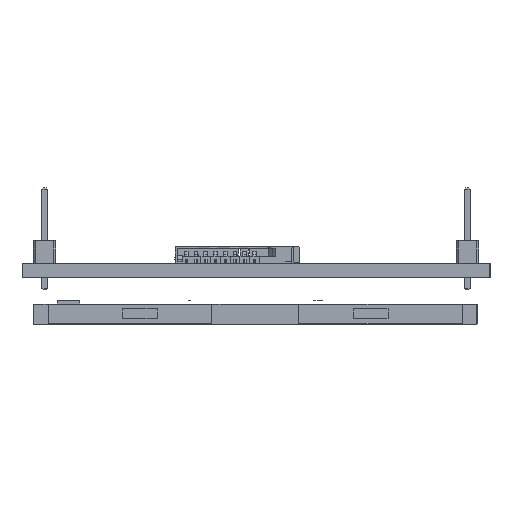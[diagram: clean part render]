
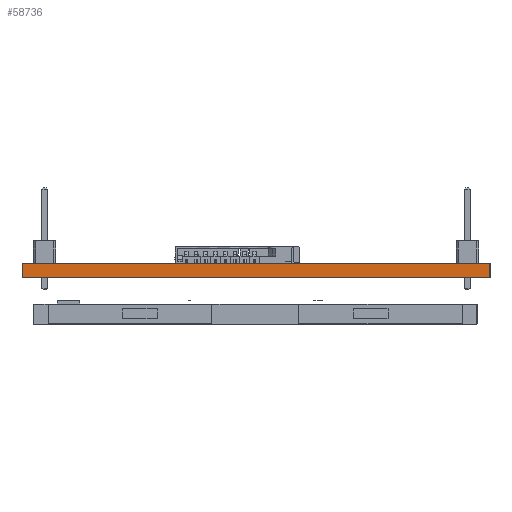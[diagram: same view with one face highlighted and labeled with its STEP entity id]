
A CAD part, front view. The second image highlights one B-rep face of the part: STEP entity #58736.
In plain terms, the highlighted free-form (B-spline) face has degree [1, 1] with [2, 2] control points.
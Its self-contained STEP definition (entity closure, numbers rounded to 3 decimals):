
#58736 = ADVANCED_FACE('',(#58737),#58767,.T.);
#58737 = FACE_BOUND('',#58738,.T.);
#58738 = EDGE_LOOP('',(#58739,#58748,#58755,#58762));
#58739 = ORIENTED_EDGE('',*,*,#58740,.T.);
#58740 = EDGE_CURVE('',#58741,#58743,#58745,.T.);
#58741 = VERTEX_POINT('',#58742);
#58742 = CARTESIAN_POINT('',(0.,-81.569,
    0.));
#58743 = VERTEX_POINT('',#58744);
#58744 = CARTESIAN_POINT('',(-54.934,-81.569,
    0.));
#58745 = B_SPLINE_CURVE_WITH_KNOTS('',1,(#58746,#58747),.UNSPECIFIED.,
  .F.,.F.,(2,2),(-52.8,0.),.PIECEWISE_BEZIER_KNOTS.);
#58746 = CARTESIAN_POINT('',(0.,-81.569,
    0.));
#58747 = CARTESIAN_POINT('',(-54.934,-81.569,
    0.));
#58748 = ORIENTED_EDGE('',*,*,#58749,.F.);
#58749 = EDGE_CURVE('',#58750,#58743,#58752,.T.);
#58750 = VERTEX_POINT('',#58751);
#58751 = CARTESIAN_POINT('',(-54.934,-81.569,
    -1.665));
#58752 = B_SPLINE_CURVE_WITH_KNOTS('',1,(#58753,#58754),.UNSPECIFIED.,
  .F.,.F.,(2,2),(0.,1.6),.PIECEWISE_BEZIER_KNOTS.);
#58753 = CARTESIAN_POINT('',(-54.934,-81.569,
    -1.665));
#58754 = CARTESIAN_POINT('',(-54.934,-81.569,
    0.));
#58755 = ORIENTED_EDGE('',*,*,#58756,.T.);
#58756 = EDGE_CURVE('',#58750,#58757,#58759,.T.);
#58757 = VERTEX_POINT('',#58758);
#58758 = CARTESIAN_POINT('',(0.,-81.569,
    -1.665));
#58759 = B_SPLINE_CURVE_WITH_KNOTS('',1,(#58760,#58761),.UNSPECIFIED.,
  .F.,.F.,(2,2),(0.,52.8),.PIECEWISE_BEZIER_KNOTS.);
#58760 = CARTESIAN_POINT('',(-54.934,-81.569,
    -1.665));
#58761 = CARTESIAN_POINT('',(0.,-81.569,
    -1.665));
#58762 = ORIENTED_EDGE('',*,*,#58763,.T.);
#58763 = EDGE_CURVE('',#58757,#58741,#58764,.T.);
#58764 = B_SPLINE_CURVE_WITH_KNOTS('',1,(#58765,#58766),.UNSPECIFIED.,
  .F.,.F.,(2,2),(0.,1.6),.PIECEWISE_BEZIER_KNOTS.);
#58765 = CARTESIAN_POINT('',(0.,-81.569,
    -1.665));
#58766 = CARTESIAN_POINT('',(0.,-81.569,
    0.));
#58767 = B_SPLINE_SURFACE_WITH_KNOTS('',1,1,(
    (#58768,#58769)
    ,(#58770,#58771
    )),.UNSPECIFIED.,.F.,.F.,.F.,(2,2),(2,2),(0.,1.6),(-26.4,26.4),
  .PIECEWISE_BEZIER_KNOTS.);
#58768 = CARTESIAN_POINT('',(0.,-81.569,
    -1.665));
#58769 = CARTESIAN_POINT('',(-54.934,-81.569,
    -1.665));
#58770 = CARTESIAN_POINT('',(0.,-81.569,
    0.));
#58771 = CARTESIAN_POINT('',(-54.934,-81.569,
    0.));
